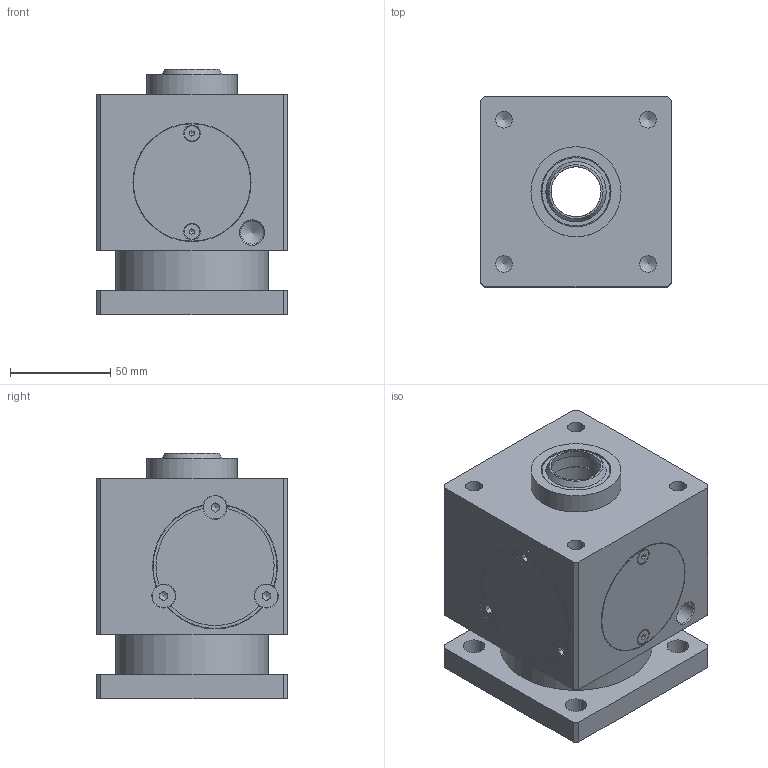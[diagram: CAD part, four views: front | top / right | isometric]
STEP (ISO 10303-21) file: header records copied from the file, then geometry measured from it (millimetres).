
FILE_DESCRIPTION(/* description */ (''),/* implementation_level */ '2;1');
FILE_NAME(/* name */ 'C-BH-080.stp',/* time_stamp */ '2016-02-01T11:23:06+01:00',/* author */ (''),/* organization */ (''),/* preprocessor_version */ 'ST-DEVELOPER v15.2',/* originating_system */ 'Autodesk Translator Framework v2.0.0.5431',/* authorisation */ '');
FILE_SCHEMA (('AUTOMOTIVE_DESIGN { 1 0 10303 214 3 1 1 }'));
Length unit declared in the file: centimetre
Products named in the file (1): (Unsaved)
Bounding box: 95 x 95 x 122.5 mm (x, y, z)
Volume: 667138.1 mm3; surface area: 125777.6 mm2
Topology: 14 solids, 14 shells, 1117 faces, 2993 edges, 1950 vertices
Faces by surface type: bspline 639, plane 294, cylinder 89, cone 83, torus 12
Full cylindrical faces by diameter (mm): 3.242 x2, 4 x2, 4.5 x2, 4.917 x6, 6 x12, 6.5 x6, 7.64 x2, 8.376 x4, 11 x4, 11.445 x1, 11.57 x6, 18 x1, 25 x1, 26 x1, 27 x2, 32 x2, 35 x2, 40 x2, 43.374 x2, 44 x2, 45 x1, 45.5 x1, 50.374 x2, 53.374 x4, 54 x1, 59 x2, 76 x1
Entity records: 39942 total; most frequent: CARTESIAN_POINT 17451, ORIENTED_EDGE 5620, EDGE_CURVE 2790, DIRECTION 2603, VERTEX_POINT 1893, B_SPLINE_CURVE_WITH_KNOTS 1354, EDGE_LOOP 1331, LINE 1129
